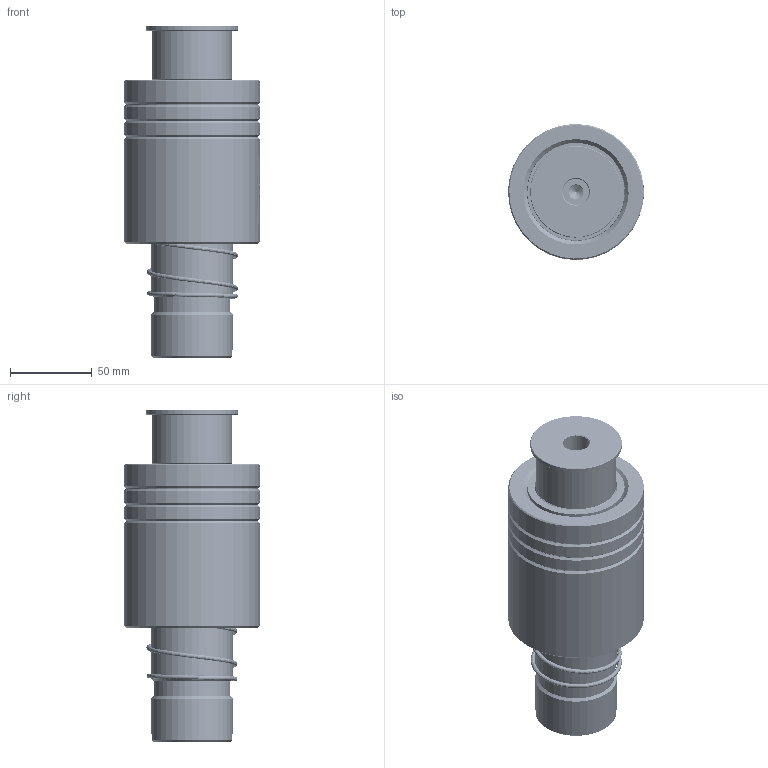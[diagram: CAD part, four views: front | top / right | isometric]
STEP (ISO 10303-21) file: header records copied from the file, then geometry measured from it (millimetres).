
FILE_DESCRIPTION (( 'STEP AP214' ), '1' );
FILE_NAME ('EKSH EKJH-D50-L170(BL-100).STEP', '2021-09-25T05:30:22', ( '' ), ( '' ), 'SwSTEP 2.0', 'SolidWorks 2016', '' );
FILE_SCHEMA (( 'AUTOMOTIVE_DESIGN' ));
Length unit declared in the file: millimetre
Products named in the file (375): BALL-D5; HWP-D55.7-50.5-L70; EKSH EKJH-D50-L170(BL-100); BSH-D59.5-50.5-L90郪蚾; TBB-D83-d60-L100; GTK-D56-d49; BSH-59.5-50.5-L90; MGK-D50-L170
Assembly tree (369 placements, depth 3):
  BALL-D5
  BALL-D5
  BALL-D5
  BALL-D5
  BALL-D5
Bounding box: 82.96 x 82.93 x 203 mm (x, y, z)
Volume: 715137.5 mm3; surface area: 184955.3 mm2
Topology: 365 solids, 365 shells, 1573 faces, 6839 edges, 4543 vertices
Faces by surface type: sphere 1440, cone 42, cylinder 38, plane 21, torus 18, bspline 14
Entity records: 67523 total; most frequent: CARTESIAN_POINT 38696, ORIENTED_EDGE 5024, DIRECTION 4282, EDGE_CURVE 2512, AXIS2_PLACEMENT_3D 2084, VERTEX_POINT 1651, EDGE_LOOP 1563, B_SPLINE_CURVE_WITH_KNOTS 1533
